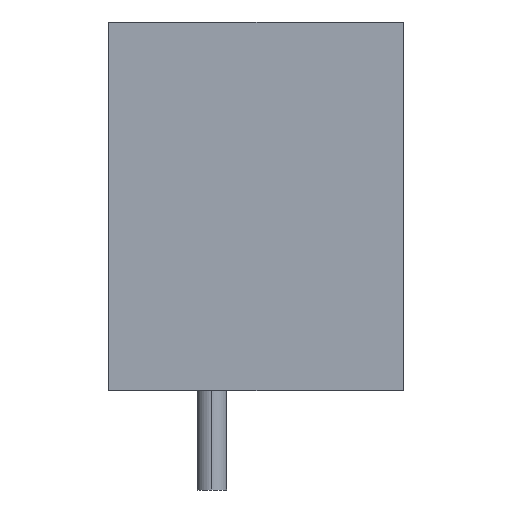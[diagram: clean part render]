
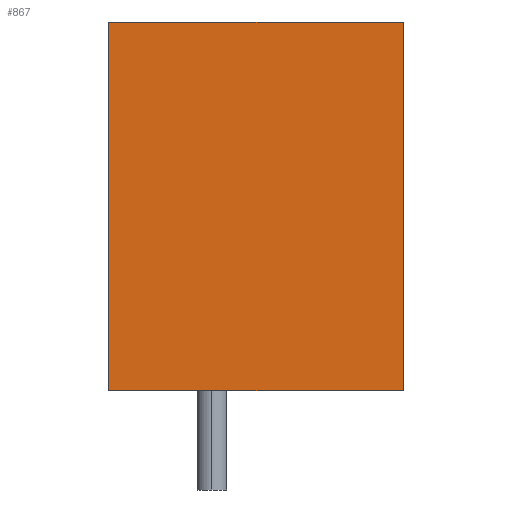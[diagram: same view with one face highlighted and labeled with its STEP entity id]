
A CAD part, left-side view. The second image highlights one B-rep face of the part: STEP entity #867.
In plain terms, the highlighted planar face has unit normal (-1, 0, 0).
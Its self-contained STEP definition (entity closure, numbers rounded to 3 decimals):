
#22 = FACE_OUTER_BOUND ( 'NONE', #1427, .T. ) ;
#97 = LINE ( 'NONE', #499, #948 ) ;
#164 = DIRECTION ( 'NONE',  ( 0., 0., -1. ) ) ;
#278 = CARTESIAN_POINT ( 'NONE',  ( 0., 4., 5. ) ) ;
#371 = PLANE ( 'NONE',  #965 ) ;
#497 = DIRECTION ( 'NONE',  ( 1., 0., 0. ) ) ;
#499 = CARTESIAN_POINT ( 'NONE',  ( 0., 0., 0. ) ) ;
#515 = CARTESIAN_POINT ( 'NONE',  ( 0., 0., 5. ) ) ;
#518 = VECTOR ( 'NONE', #164, 1000. ) ;
#536 = ORIENTED_EDGE ( 'NONE', *, *, #998, .T. ) ;
#568 = VERTEX_POINT ( 'NONE', #278 ) ;
#661 = VECTOR ( 'NONE', #2064, 1000. ) ;
#763 = LINE ( 'NONE', #1378, #661 ) ;
#788 = DIRECTION ( 'NONE',  ( 0., -1., 0. ) ) ;
#809 = DIRECTION ( 'NONE',  ( 0., 0., -1. ) ) ;
#855 = EDGE_CURVE ( 'NONE', #568, #1743, #959, .T. ) ;
#867 = ADVANCED_FACE ( 'NONE', ( #22 ), #371, .F. ) ;
#914 = VECTOR ( 'NONE', #788, 1000. ) ;
#933 = DIRECTION ( 'NONE',  ( 0., -1., 0. ) ) ;
#948 = VECTOR ( 'NONE', #933, 1000. ) ;
#959 = LINE ( 'NONE', #1553, #914 ) ;
#965 = AXIS2_PLACEMENT_3D ( 'NONE', #1750, #497, #809 ) ;
#998 = EDGE_CURVE ( 'NONE', #568, #1102, #763, .T. ) ;
#1055 = VERTEX_POINT ( 'NONE', #2057 ) ;
#1102 = VERTEX_POINT ( 'NONE', #1551 ) ;
#1108 = LINE ( 'NONE', #1267, #518 ) ;
#1223 = EDGE_CURVE ( 'NONE', #1743, #1055, #1108, .T. ) ;
#1267 = CARTESIAN_POINT ( 'NONE',  ( 0., 0., 5. ) ) ;
#1378 = CARTESIAN_POINT ( 'NONE',  ( 0., 4., 5. ) ) ;
#1427 = EDGE_LOOP ( 'NONE', ( #1503, #1924, #1656, #536 ) ) ;
#1503 = ORIENTED_EDGE ( 'NONE', *, *, #1668, .T. ) ;
#1551 = CARTESIAN_POINT ( 'NONE',  ( 0., 4., 0. ) ) ;
#1553 = CARTESIAN_POINT ( 'NONE',  ( 0., 0., 5. ) ) ;
#1656 = ORIENTED_EDGE ( 'NONE', *, *, #855, .F. ) ;
#1668 = EDGE_CURVE ( 'NONE', #1102, #1055, #97, .T. ) ;
#1743 = VERTEX_POINT ( 'NONE', #515 ) ;
#1750 = CARTESIAN_POINT ( 'NONE',  ( 0., 0., 5. ) ) ;
#1924 = ORIENTED_EDGE ( 'NONE', *, *, #1223, .F. ) ;
#2057 = CARTESIAN_POINT ( 'NONE',  ( 0., 0., 0. ) ) ;
#2064 = DIRECTION ( 'NONE',  ( 0., 0., -1. ) ) ;
